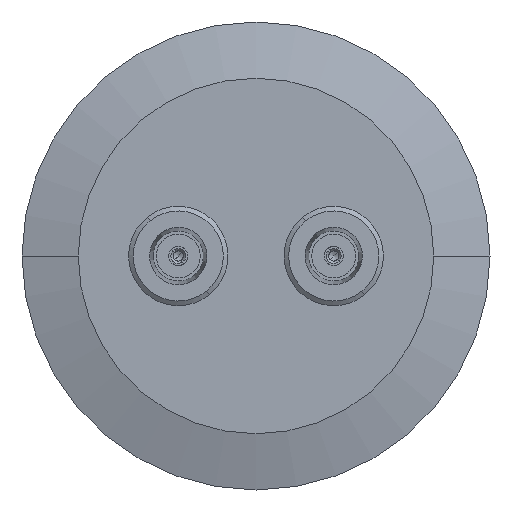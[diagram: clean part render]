
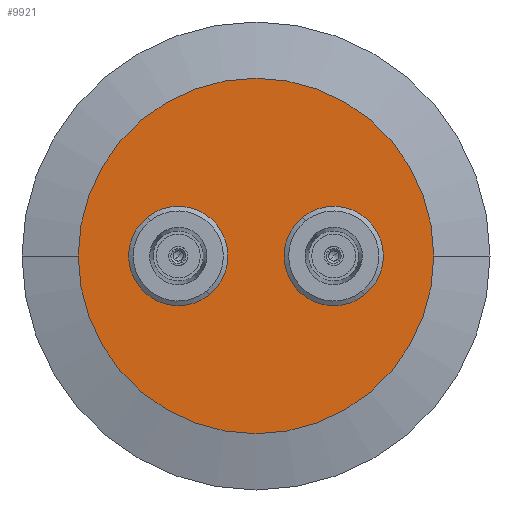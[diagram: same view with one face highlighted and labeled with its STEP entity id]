
A CAD part, front view. The second image highlights one B-rep face of the part: STEP entity #9921.
In plain terms, the highlighted planar face has unit normal (0, -1, 0).
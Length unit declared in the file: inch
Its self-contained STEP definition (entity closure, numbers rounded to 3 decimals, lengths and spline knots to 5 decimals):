
#53 = DIRECTION ( 'NONE',  ( 0., -1., 0. ) ) ;
#170 = DIRECTION ( 'NONE',  ( 0., 1., 0. ) ) ;
#224 = EDGE_CURVE ( 'NONE', #2187, #4623, #4240, .T. ) ;
#398 = AXIS2_PLACEMENT_3D ( 'NONE', #2647, #3997, #4897 ) ;
#418 = DIRECTION ( 'NONE',  ( 1., 0., 0. ) ) ;
#485 = DIRECTION ( 'NONE',  ( 0., 1., 0. ) ) ;
#739 = ORIENTED_EDGE ( 'NONE', *, *, #8998, .F. ) ;
#1033 = AXIS2_PLACEMENT_3D ( 'NONE', #1211, #9150, #4112 ) ;
#1040 = VERTEX_POINT ( 'NONE', #4599 ) ;
#1042 = DIRECTION ( 'NONE',  ( 1., 0., 0. ) ) ;
#1108 = EDGE_CURVE ( 'NONE', #1040, #1427, #5510, .T. ) ;
#1146 = CARTESIAN_POINT ( 'NONE',  ( -0.64485, -0.2, 0.19436 ) ) ;
#1211 = CARTESIAN_POINT ( 'NONE',  ( 0., -0.2, 0. ) ) ;
#1334 = EDGE_CURVE ( 'NONE', #8787, #2125, #9245, .T. ) ;
#1427 = VERTEX_POINT ( 'NONE', #9120 ) ;
#1560 = DIRECTION ( 'NONE',  ( -1., 0., 0. ) ) ;
#1931 = CARTESIAN_POINT ( 'NONE',  ( 0.49, -0.2, 0. ) ) ;
#2078 = ORIENTED_EDGE ( 'NONE', *, *, #1108, .T. ) ;
#2125 = VERTEX_POINT ( 'NONE', #1146 ) ;
#2187 = VERTEX_POINT ( 'NONE', #4961 ) ;
#2542 = PLANE ( 'NONE',  #4094 ) ;
#2585 = CIRCLE ( 'NONE', #9501, 0.2485 ) ;
#2642 = ORIENTED_EDGE ( 'NONE', *, *, #1334, .F. ) ;
#2647 = CARTESIAN_POINT ( 'NONE',  ( 0.49, -0.2, 0. ) ) ;
#3075 = DIRECTION ( 'NONE',  ( 0., -1., 0. ) ) ;
#3265 = AXIS2_PLACEMENT_3D ( 'NONE', #9965, #3075, #6130 ) ;
#3825 = EDGE_CURVE ( 'NONE', #1427, #1040, #2585, .T. ) ;
#3997 = DIRECTION ( 'NONE',  ( 0., 1., 0. ) ) ;
#4005 = FACE_BOUND ( 'NONE', #5383, .T. ) ;
#4094 = AXIS2_PLACEMENT_3D ( 'NONE', #4902, #170, #1042 ) ;
#4112 = DIRECTION ( 'NONE',  ( 1., 0., 0. ) ) ;
#4240 = CIRCLE ( 'NONE', #1033, 1.12046 ) ;
#4253 = AXIS2_PLACEMENT_3D ( 'NONE', #6195, #53, #1560 ) ;
#4599 = CARTESIAN_POINT ( 'NONE',  ( 0.64485, -0.2, -0.19436 ) ) ;
#4623 = VERTEX_POINT ( 'NONE', #5384 ) ;
#4897 = DIRECTION ( 'NONE',  ( -1., 0., 0. ) ) ;
#4902 = CARTESIAN_POINT ( 'NONE',  ( 0., -0.2, 0. ) ) ;
#4961 = CARTESIAN_POINT ( 'NONE',  ( 1.12046, -0.2, 0. ) ) ;
#5095 = DIRECTION ( 'NONE',  ( -1., 0., 0. ) ) ;
#5383 = EDGE_LOOP ( 'NONE', ( #6821, #2078 ) ) ;
#5384 = CARTESIAN_POINT ( 'NONE',  ( -1.12046, -0.2, 0. ) ) ;
#5510 = CIRCLE ( 'NONE', #398, 0.2485 ) ;
#5838 = EDGE_CURVE ( 'NONE', #4623, #2187, #9375, .T. ) ;
#6088 = EDGE_LOOP ( 'NONE', ( #2642, #739 ) ) ;
#6130 = DIRECTION ( 'NONE',  ( -1., 0., 0. ) ) ;
#6195 = CARTESIAN_POINT ( 'NONE',  ( -0.49, -0.2, 0. ) ) ;
#6821 = ORIENTED_EDGE ( 'NONE', *, *, #3825, .T. ) ;
#7023 = FACE_OUTER_BOUND ( 'NONE', #7514, .T. ) ;
#7311 = CARTESIAN_POINT ( 'NONE',  ( 0., -0.2, 0. ) ) ;
#7514 = EDGE_LOOP ( 'NONE', ( #9470, #7995 ) ) ;
#7766 = CIRCLE ( 'NONE', #3265, 0.2485 ) ;
#7995 = ORIENTED_EDGE ( 'NONE', *, *, #5838, .F. ) ;
#8253 = AXIS2_PLACEMENT_3D ( 'NONE', #7311, #8964, #418 ) ;
#8639 = FACE_BOUND ( 'NONE', #6088, .T. ) ;
#8787 = VERTEX_POINT ( 'NONE', #9101 ) ;
#8964 = DIRECTION ( 'NONE',  ( 0., 1., 0. ) ) ;
#8998 = EDGE_CURVE ( 'NONE', #2125, #8787, #7766, .T. ) ;
#9101 = CARTESIAN_POINT ( 'NONE',  ( -0.33515, -0.2, -0.19436 ) ) ;
#9120 = CARTESIAN_POINT ( 'NONE',  ( 0.33515, -0.2, 0.19436 ) ) ;
#9150 = DIRECTION ( 'NONE',  ( 0., 1., 0. ) ) ;
#9245 = CIRCLE ( 'NONE', #4253, 0.2485 ) ;
#9375 = CIRCLE ( 'NONE', #8253, 1.12046 ) ;
#9470 = ORIENTED_EDGE ( 'NONE', *, *, #224, .F. ) ;
#9501 = AXIS2_PLACEMENT_3D ( 'NONE', #1931, #485, #5095 ) ;
#9921 = ADVANCED_FACE ( 'NONE', ( #8639, #7023, #4005 ), #2542, .F. ) ;
#9965 = CARTESIAN_POINT ( 'NONE',  ( -0.49, -0.2, 0. ) ) ;
